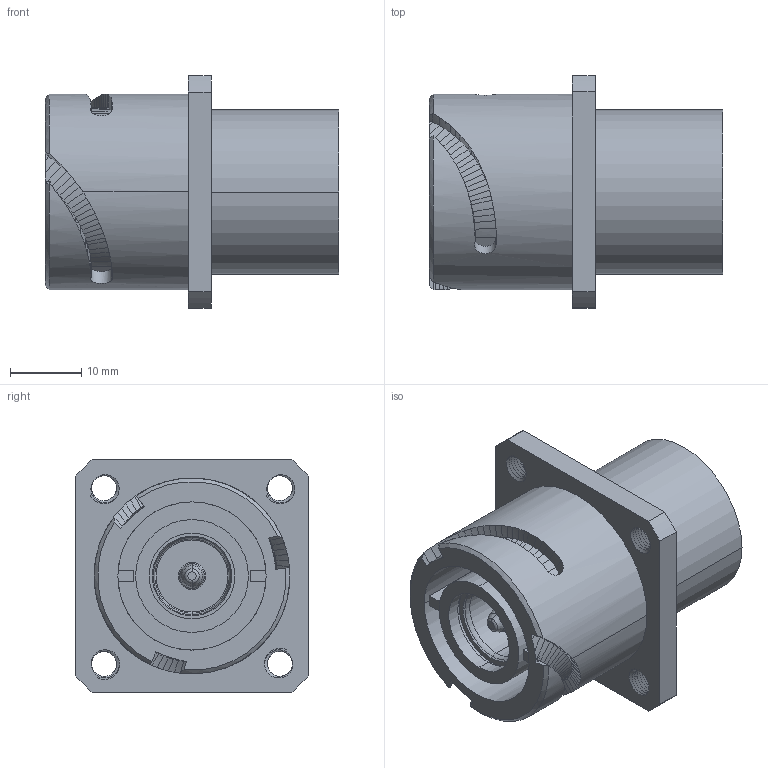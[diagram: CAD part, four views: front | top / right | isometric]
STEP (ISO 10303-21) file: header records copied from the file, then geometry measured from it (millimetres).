
FILE_DESCRIPTION((''),'2;1');
FILE_NAME('73_801_X16_SW0001','2021-12-15T13:11:48',('regisperquin'),('NET AG system integration'),'CREO PARAMETRIC BY PTC INC, 2019292','CREO PARAMETRIC BY PTC INC, 2019292','');
FILE_SCHEMA(('AUTOMOTIVE_DESIGN { 1 0 10303 214 1 1 1 1 }'));
Length unit declared in the file: millimetre
Products named in the file (1): 73_801_X16_SW0001
Bounding box: 41 x 32.5 x 32.5 mm (x, y, z)
Volume: 17997.4 mm3; surface area: 8375.2 mm2
Topology: 2 solids, 2 shells, 313 faces, 801 edges, 499 vertices
Faces by surface type: bspline 226, plane 39, cylinder 25, torus 12, cone 11
Entity records: 18023 total; most frequent: CARTESIAN_POINT 9530, ORIENTED_EDGE 1602, EDGE_CURVE 801, DIRECTION 696, VERTEX_POINT 499, B_SPLINE_CURVE_WITH_KNOTS 400, EDGE_LOOP 330, FACE_OUTER_BOUND 313
